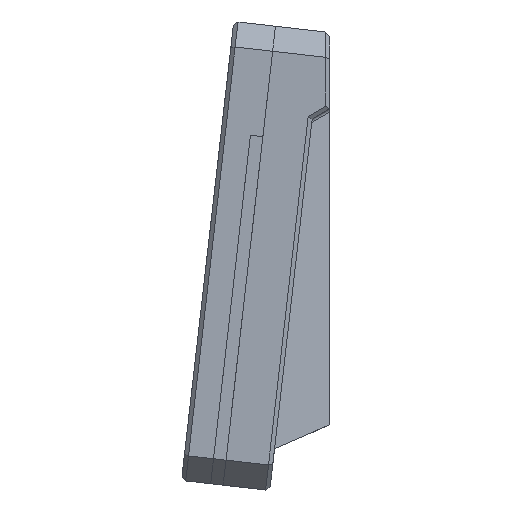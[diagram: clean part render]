
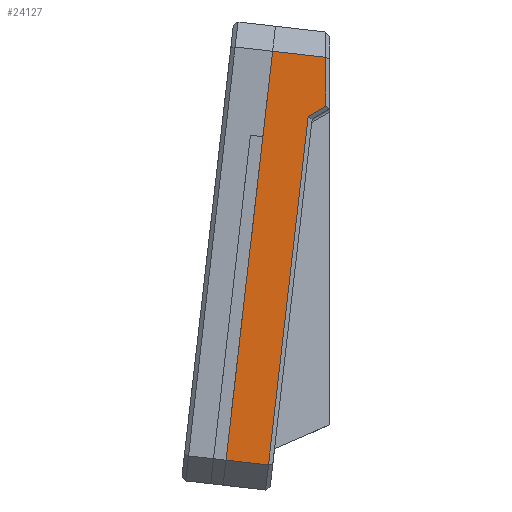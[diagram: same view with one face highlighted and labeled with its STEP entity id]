
A CAD part, left-side view. The second image highlights one B-rep face of the part: STEP entity #24127.
In plain terms, the highlighted planar face has unit normal (-1, 0, 0).
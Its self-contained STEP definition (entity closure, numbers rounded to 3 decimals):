
#1927=LINE('',#39669,#4248);
#1935=LINE('',#39685,#4256);
#1939=LINE('',#39692,#4260);
#1964=LINE('',#39748,#4285);
#1982=LINE('',#39803,#4303);
#1983=LINE('',#39804,#4304);
#4248=VECTOR('',#32468,10.);
#4256=VECTOR('',#32480,10.);
#4260=VECTOR('',#32488,10.);
#4285=VECTOR('',#32543,10.);
#4303=VECTOR('',#32599,10.);
#4304=VECTOR('',#32600,10.);
#6633=FACE_OUTER_BOUND('',#8144,.T.);
#8144=EDGE_LOOP('',(#20930,#20931,#20932,#20933,#20934,#20935));
#11440=VERTEX_POINT('',#39667);
#11441=VERTEX_POINT('',#39668);
#11446=VERTEX_POINT('',#39679);
#11448=VERTEX_POINT('',#39691);
#11464=VERTEX_POINT('',#39747);
#11482=VERTEX_POINT('',#39802);
#14679=EDGE_CURVE('',#11440,#11441,#1927,.T.);
#14687=EDGE_CURVE('',#11441,#11446,#1935,.T.);
#14691=EDGE_CURVE('',#11448,#11440,#1939,.T.);
#14720=EDGE_CURVE('',#11446,#11464,#1964,.T.);
#14748=EDGE_CURVE('',#11482,#11448,#1982,.T.);
#14749=EDGE_CURVE('',#11482,#11464,#1983,.T.);
#20930=ORIENTED_EDGE('',*,*,#14691,.F.);
#20931=ORIENTED_EDGE('',*,*,#14748,.F.);
#20932=ORIENTED_EDGE('',*,*,#14749,.T.);
#20933=ORIENTED_EDGE('',*,*,#14720,.F.);
#20934=ORIENTED_EDGE('',*,*,#14687,.F.);
#20935=ORIENTED_EDGE('',*,*,#14679,.F.);
#22993=PLANE('',#26359);
#24127=ADVANCED_FACE('',(#6633),#22993,.T.);
#26359=AXIS2_PLACEMENT_3D('',#39801,#32597,#32598);
#32468=DIRECTION('',(0.,0.866,-0.5));
#32480=DIRECTION('',(0.,0.113,-0.994));
#32488=DIRECTION('',(0.,0.,-1.));
#32543=DIRECTION('',(0.,0.994,0.113));
#32597=DIRECTION('center_axis',(-1.,0.,0.));
#32598=DIRECTION('ref_axis',(0.,-0.113,0.994));
#32599=DIRECTION('',(0.,-0.994,-0.113));
#32600=DIRECTION('',(0.,0.113,-0.994));
#39667=CARTESIAN_POINT('',(-7.5,-24.112,-14.771));
#39668=CARTESIAN_POINT('',(-7.5,-19.911,-17.197));
#39669=CARTESIAN_POINT('',(-7.5,-12.128,-21.69));
#39679=CARTESIAN_POINT('',(-7.5,-10.433,-100.388));
#39685=CARTESIAN_POINT('',(-7.5,-12.873,-78.97));
#39691=CARTESIAN_POINT('',(-7.5,-24.112,-3.086));
#39692=CARTESIAN_POINT('',(-7.5,-24.112,-24.525));
#39747=CARTESIAN_POINT('',(-7.5,-0.298,-99.233));
#39748=CARTESIAN_POINT('',(-7.5,-19.418,-101.412));
#39801=CARTESIAN_POINT('Origin',(-7.5,-18.605,-51.889));
#39802=CARTESIAN_POINT('',(-7.5,-11.417,-1.64));
#39803=CARTESIAN_POINT('',(-7.5,-17.791,-2.366));
#39804=CARTESIAN_POINT('',(-7.5,-12.097,4.322));
